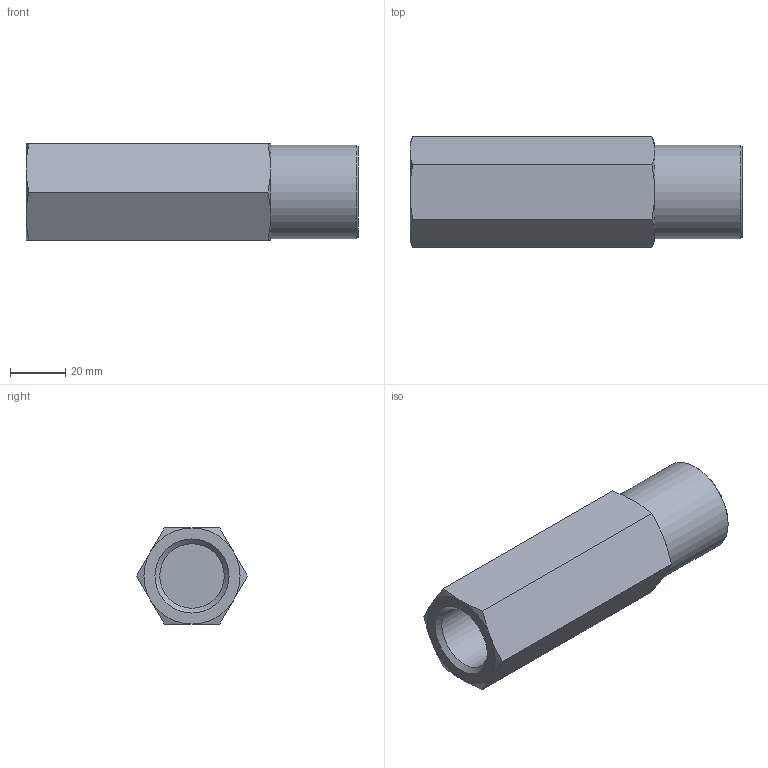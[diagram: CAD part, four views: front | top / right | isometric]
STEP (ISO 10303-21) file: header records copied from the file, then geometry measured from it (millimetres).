
FILE_DESCRIPTION((''),'2;1');
FILE_NAME('1306.stp','2013-02-07T16:03:41',('jml'),(''),'Autodesk Inventor 2010','Autodesk Inventor 2010','');
FILE_SCHEMA(('AUTOMOTIVE_DESIGN { 1 0 10303 214 1 1 1 1 }'));
Length unit declared in the file: inch
Products named in the file (1): 320002
Bounding box: 120.65 x 40.33 x 34.92 mm (x, y, z)
Volume: 98310.6 mm3; surface area: 20347.5 mm2
Topology: 1 solids, 1 shells, 31 faces, 61 edges, 36 vertices
Faces by surface type: cone 16, plane 11, bspline 2, cylinder 2
Full cylindrical faces by diameter (mm): 16.281 x1, 34.112 x1
Entity records: 759 total; most frequent: CARTESIAN_POINT 188, DIRECTION 112, ORIENTED_EDGE 106, AXIS2_PLACEMENT_3D 53, EDGE_CURVE 53, EDGE_LOOP 42, VERTEX_POINT 35, FACE_OUTER_BOUND 31
